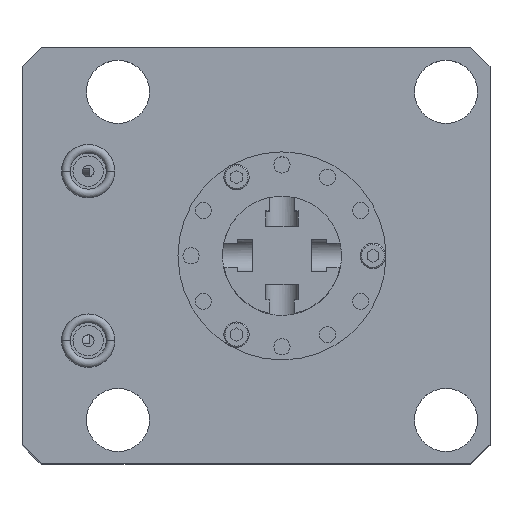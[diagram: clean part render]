
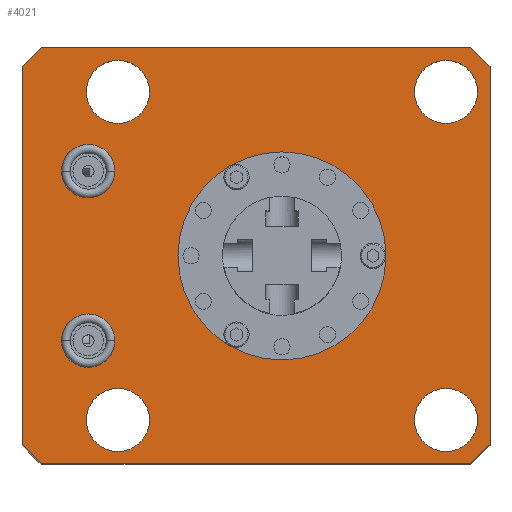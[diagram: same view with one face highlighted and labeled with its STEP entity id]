
A CAD part, top view. The second image highlights one B-rep face of the part: STEP entity #4021.
In plain terms, the highlighted planar face has unit normal (0, 0, 1).
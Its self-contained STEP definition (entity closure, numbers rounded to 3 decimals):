
#695=CARTESIAN_POINT('',(35.052,-35.052,25.019));
#696=DIRECTION('',(0.,0.,-1.));
#697=DIRECTION('',(1.,0.,0.));
#698=AXIS2_PLACEMENT_3D('',#695,#696,#697);
#700=CARTESIAN_POINT('',(35.052,-35.052,25.019));
#701=DIRECTION('',(0.,0.,-1.));
#702=DIRECTION('',(-1.,0.,0.));
#703=AXIS2_PLACEMENT_3D('',#700,#701,#702);
#705=CARTESIAN_POINT('',(35.052,35.052,25.019));
#706=DIRECTION('',(0.,0.,-1.));
#707=DIRECTION('',(1.,0.,0.));
#708=AXIS2_PLACEMENT_3D('',#705,#706,#707);
#710=CARTESIAN_POINT('',(35.052,35.052,25.019));
#711=DIRECTION('',(0.,0.,-1.));
#712=DIRECTION('',(-1.,0.,0.));
#713=AXIS2_PLACEMENT_3D('',#710,#711,#712);
#715=CARTESIAN_POINT('',(-35.052,-35.052,25.019));
#716=DIRECTION('',(0.,0.,-1.));
#717=DIRECTION('',(1.,0.,0.));
#718=AXIS2_PLACEMENT_3D('',#715,#716,#717);
#720=CARTESIAN_POINT('',(-35.052,-35.052,25.019));
#721=DIRECTION('',(0.,0.,-1.));
#722=DIRECTION('',(-1.,0.,0.));
#723=AXIS2_PLACEMENT_3D('',#720,#721,#722);
#725=CARTESIAN_POINT('',(-35.052,35.052,25.019));
#726=DIRECTION('',(0.,0.,-1.));
#727=DIRECTION('',(1.,0.,0.));
#728=AXIS2_PLACEMENT_3D('',#725,#726,#727);
#730=CARTESIAN_POINT('',(-35.052,35.052,25.019));
#731=DIRECTION('',(0.,0.,-1.));
#732=DIRECTION('',(-1.,0.,0.));
#733=AXIS2_PLACEMENT_3D('',#730,#731,#732);
#735=CARTESIAN_POINT('',(-41.402,-18.11,25.019));
#736=DIRECTION('',(0.,0.,1.));
#737=DIRECTION('',(-1.,0.,0.));
#738=AXIS2_PLACEMENT_3D('',#735,#736,#737);
#740=CARTESIAN_POINT('',(-41.402,-18.11,25.019));
#741=DIRECTION('',(0.,0.,1.));
#742=DIRECTION('',(1.,0.,0.));
#743=AXIS2_PLACEMENT_3D('',#740,#741,#742);
#745=CARTESIAN_POINT('',(-41.402,18.11,25.019));
#746=DIRECTION('',(0.,0.,1.));
#747=DIRECTION('',(-1.,0.,0.));
#748=AXIS2_PLACEMENT_3D('',#745,#746,#747);
#750=CARTESIAN_POINT('',(-41.402,18.11,25.019));
#751=DIRECTION('',(0.,0.,1.));
#752=DIRECTION('',(1.,0.,0.));
#753=AXIS2_PLACEMENT_3D('',#750,#751,#752);
#755=DIRECTION('',(0.,-1.,0.));
#756=VECTOR('',#755,80.772);
#757=CARTESIAN_POINT('',(-55.55,40.386,25.019));
#758=LINE('',#757,#756);
#759=DIRECTION('',(-0.707,-0.707,0.));
#760=VECTOR('',#759,5.747);
#761=CARTESIAN_POINT('',(-51.486,44.45,25.019));
#762=LINE('',#761,#760);
#763=DIRECTION('',(-1.,0.,0.));
#764=VECTOR('',#763,91.872);
#765=CARTESIAN_POINT('',(40.386,44.45,25.019));
#766=LINE('',#765,#764);
#767=DIRECTION('',(-0.707,0.707,0.));
#768=VECTOR('',#767,5.747);
#769=CARTESIAN_POINT('',(44.45,40.386,25.019));
#770=LINE('',#769,#768);
#771=DIRECTION('',(0.,1.,0.));
#772=VECTOR('',#771,80.772);
#773=CARTESIAN_POINT('',(44.45,-40.386,25.019));
#774=LINE('',#773,#772);
#775=DIRECTION('',(0.707,0.707,0.));
#776=VECTOR('',#775,5.747);
#777=CARTESIAN_POINT('',(40.386,-44.45,25.019));
#778=LINE('',#777,#776);
#779=DIRECTION('',(1.,0.,0.));
#780=VECTOR('',#779,91.872);
#781=CARTESIAN_POINT('',(-51.486,-44.45,25.019));
#782=LINE('',#781,#780);
#783=DIRECTION('',(0.707,-0.707,0.));
#784=VECTOR('',#783,5.747);
#785=CARTESIAN_POINT('',(-55.55,-40.386,25.019));
#786=LINE('',#785,#784);
#787=CARTESIAN_POINT('',(0.,0.,25.019));
#788=DIRECTION('',(0.,0.,1.));
#789=DIRECTION('',(0.,-1.,0.));
#790=AXIS2_PLACEMENT_3D('',#787,#788,#789);
#792=CARTESIAN_POINT('',(0.,0.,25.019));
#793=DIRECTION('',(0.,0.,1.));
#794=DIRECTION('',(0.,1.,0.));
#795=AXIS2_PLACEMENT_3D('',#792,#793,#794);
#2677=CARTESIAN_POINT('',(-55.55,40.386,25.019));
#2678=CARTESIAN_POINT('',(-55.55,-40.386,25.019));
#2679=VERTEX_POINT('',#2677);
#2680=VERTEX_POINT('',#2678);
#2681=CARTESIAN_POINT('',(-51.486,-44.45,25.019));
#2682=CARTESIAN_POINT('',(40.386,-44.45,25.019));
#2683=VERTEX_POINT('',#2681);
#2684=VERTEX_POINT('',#2682);
#2685=CARTESIAN_POINT('',(44.45,-40.386,25.019));
#2686=CARTESIAN_POINT('',(44.45,40.386,25.019));
#2687=VERTEX_POINT('',#2685);
#2688=VERTEX_POINT('',#2686);
#2689=CARTESIAN_POINT('',(40.386,44.45,25.019));
#2690=CARTESIAN_POINT('',(-51.486,44.45,25.019));
#2691=VERTEX_POINT('',#2689);
#2692=VERTEX_POINT('',#2690);
#2717=CARTESIAN_POINT('',(41.796,-35.052,25.019));
#2718=CARTESIAN_POINT('',(28.309,-35.052,25.019));
#2719=VERTEX_POINT('',#2717);
#2720=VERTEX_POINT('',#2718);
#2781=CARTESIAN_POINT('',(-47.104,-18.11,25.019));
#2782=CARTESIAN_POINT('',(-35.7,-18.11,25.019));
#2783=VERTEX_POINT('',#2781);
#2784=VERTEX_POINT('',#2782);
#2785=CARTESIAN_POINT('',(-47.104,18.11,25.019));
#2786=CARTESIAN_POINT('',(-35.7,18.11,25.019));
#2787=VERTEX_POINT('',#2785);
#2788=VERTEX_POINT('',#2786);
#2876=CARTESIAN_POINT('',(41.796,35.052,25.019));
#2877=CARTESIAN_POINT('',(28.309,35.052,25.019));
#2878=VERTEX_POINT('',#2876);
#2879=VERTEX_POINT('',#2877);
#2880=CARTESIAN_POINT('',(-28.309,-35.052,25.019));
#2881=CARTESIAN_POINT('',(-41.796,-35.052,25.019));
#2882=VERTEX_POINT('',#2880);
#2883=VERTEX_POINT('',#2881);
#2884=CARTESIAN_POINT('',(-28.309,35.052,25.019));
#2885=CARTESIAN_POINT('',(-41.796,35.052,25.019));
#2886=VERTEX_POINT('',#2884);
#2887=VERTEX_POINT('',#2885);
#3033=CARTESIAN_POINT('',(0.,-22.225,25.019));
#3034=CARTESIAN_POINT('',(0.,22.225,25.019));
#3035=VERTEX_POINT('',#3033);
#3036=VERTEX_POINT('',#3034);
#3957=CARTESIAN_POINT('',(0.,0.,25.019));
#3958=DIRECTION('',(0.,0.,1.));
#3959=DIRECTION('',(1.,0.,0.));
#3960=AXIS2_PLACEMENT_3D('',#3957,#3958,#3959);
#3961=PLANE('',#3960);
#3963=ORIENTED_EDGE('',*,*,#3962,.F.);
#3965=ORIENTED_EDGE('',*,*,#3964,.F.);
#3967=ORIENTED_EDGE('',*,*,#3966,.F.);
#3969=ORIENTED_EDGE('',*,*,#3968,.F.);
#3971=ORIENTED_EDGE('',*,*,#3970,.F.);
#3973=ORIENTED_EDGE('',*,*,#3972,.F.);
#3975=ORIENTED_EDGE('',*,*,#3974,.F.);
#3977=ORIENTED_EDGE('',*,*,#3976,.F.);
#3978=EDGE_LOOP('',(#3963,#3965,#3967,#3969,#3971,#3973,#3975,#3977));
#3979=FACE_OUTER_BOUND('',#3978,.F.);
#3981=ORIENTED_EDGE('',*,*,#3980,.F.);
#3983=ORIENTED_EDGE('',*,*,#3982,.F.);
#3984=EDGE_LOOP('',(#3981,#3983));
#3985=FACE_BOUND('',#3984,.F.);
#3987=ORIENTED_EDGE('',*,*,#3986,.F.);
#3989=ORIENTED_EDGE('',*,*,#3988,.F.);
#3990=EDGE_LOOP('',(#3987,#3989));
#3991=FACE_BOUND('',#3990,.F.);
#3993=ORIENTED_EDGE('',*,*,#3992,.F.);
#3995=ORIENTED_EDGE('',*,*,#3994,.F.);
#3996=EDGE_LOOP('',(#3993,#3995));
#3997=FACE_BOUND('',#3996,.F.);
#3999=ORIENTED_EDGE('',*,*,#3998,.T.);
#4001=ORIENTED_EDGE('',*,*,#4000,.T.);
#4002=EDGE_LOOP('',(#3999,#4001));
#4003=FACE_BOUND('',#4002,.F.);
#4005=ORIENTED_EDGE('',*,*,#4004,.T.);
#4007=ORIENTED_EDGE('',*,*,#4006,.T.);
#4008=EDGE_LOOP('',(#4005,#4007));
#4009=FACE_BOUND('',#4008,.F.);
#4011=ORIENTED_EDGE('',*,*,#4010,.F.);
#4013=ORIENTED_EDGE('',*,*,#4012,.F.);
#4014=EDGE_LOOP('',(#4011,#4013));
#4015=FACE_BOUND('',#4014,.F.);
#4017=ORIENTED_EDGE('',*,*,#4016,.T.);
#4018=ORIENTED_EDGE('',*,*,#3947,.T.);
#4019=EDGE_LOOP('',(#4017,#4018));
#4020=FACE_BOUND('',#4019,.F.);
#699=CIRCLE('',#698,6.744);
#704=CIRCLE('',#703,6.744);
#709=CIRCLE('',#708,6.744);
#714=CIRCLE('',#713,6.744);
#719=CIRCLE('',#718,6.744);
#724=CIRCLE('',#723,6.744);
#729=CIRCLE('',#728,6.744);
#734=CIRCLE('',#733,6.744);
#739=CIRCLE('',#738,5.702);
#744=CIRCLE('',#743,5.702);
#749=CIRCLE('',#748,5.702);
#754=CIRCLE('',#753,5.702);
#791=CIRCLE('',#790,22.225);
#796=CIRCLE('',#795,22.225);
#3947=EDGE_CURVE('',#3036,#3035,#796,.T.);
#3962=EDGE_CURVE('',#2679,#2680,#758,.T.);
#3964=EDGE_CURVE('',#2692,#2679,#762,.T.);
#3966=EDGE_CURVE('',#2691,#2692,#766,.T.);
#3968=EDGE_CURVE('',#2688,#2691,#770,.T.);
#3970=EDGE_CURVE('',#2687,#2688,#774,.T.);
#3972=EDGE_CURVE('',#2684,#2687,#778,.T.);
#3974=EDGE_CURVE('',#2683,#2684,#782,.T.);
#3976=EDGE_CURVE('',#2680,#2683,#786,.T.);
#3980=EDGE_CURVE('',#2878,#2879,#709,.T.);
#3982=EDGE_CURVE('',#2879,#2878,#714,.T.);
#3986=EDGE_CURVE('',#2882,#2883,#719,.T.);
#3988=EDGE_CURVE('',#2883,#2882,#724,.T.);
#3992=EDGE_CURVE('',#2886,#2887,#729,.T.);
#3994=EDGE_CURVE('',#2887,#2886,#734,.T.);
#3998=EDGE_CURVE('',#2783,#2784,#739,.T.);
#4000=EDGE_CURVE('',#2784,#2783,#744,.T.);
#4004=EDGE_CURVE('',#2787,#2788,#749,.T.);
#4006=EDGE_CURVE('',#2788,#2787,#754,.T.);
#4010=EDGE_CURVE('',#2719,#2720,#699,.T.);
#4012=EDGE_CURVE('',#2720,#2719,#704,.T.);
#4016=EDGE_CURVE('',#3035,#3036,#791,.T.);
#4021=ADVANCED_FACE('',(#3979,#3985,#3991,#3997,#4003,#4009,#4015,#4020),#3961,
.T.);
